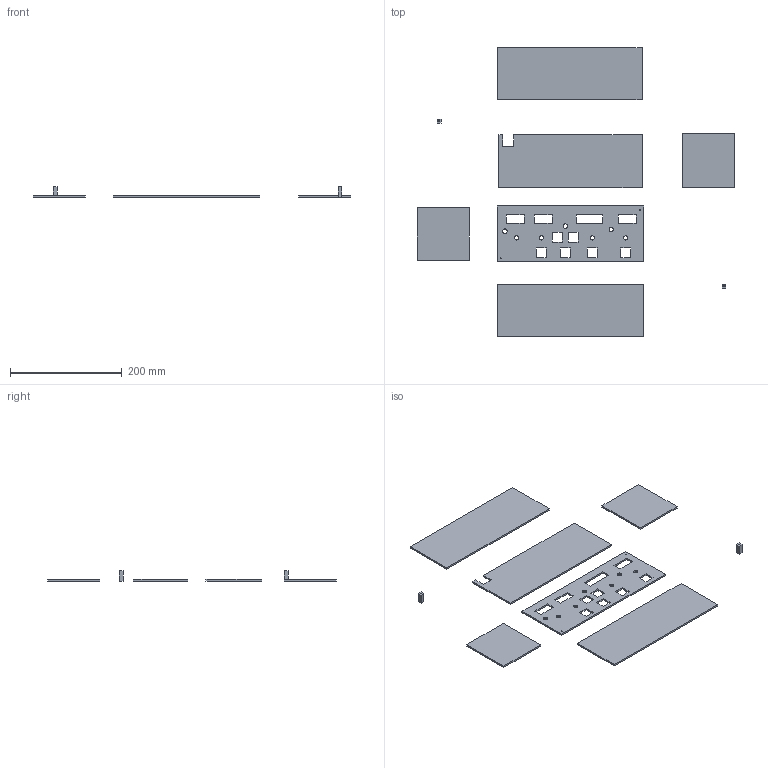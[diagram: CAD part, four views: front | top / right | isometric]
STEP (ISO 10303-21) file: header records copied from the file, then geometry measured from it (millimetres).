
FILE_DESCRIPTION(/* description */ (''),/* implementation_level */ '2;1');
FILE_NAME(/* name */ 'fcucover v2.step',/* time_stamp */ '2025-06-30T13:59:03-07:00',/* author */ (''),/* organization */ (''),/* preprocessor_version */ 'ST-DEVELOPER v20.1',/* originating_system */ 'Autodesk Translation Framework v14.10.0.0',/* authorisation */ '');
FILE_SCHEMA (('AUTOMOTIVE_DESIGN { 1 0 10303 214 3 1 1 }'));
Length unit declared in the file: millimetre
Products named in the file (2): fcucover; fcu-panel-SOURCEFILE
Assembly tree (1 placements, depth 2):
  fcucover
    fcu-panel-SOURCEFILE
Bounding box: 568 x 516 x 18 mm (x, y, z)
Volume: 336911.4 mm3; surface area: 238780.9 mm2
Topology: 8 solids, 8 shells, 105 faces, 261 edges, 174 vertices
Faces by surface type: plane 94, cylinder 11
Full cylindrical faces by diameter (mm): 1.7 x4, 7.6 x4, 8 x3
Entity records: 3201 total; most frequent: CARTESIAN_POINT 543, ORIENTED_EDGE 522, DIRECTION 499, EDGE_CURVE 261, LINE 239, VECTOR 239, VERTEX_POINT 174, EDGE_LOOP 145
